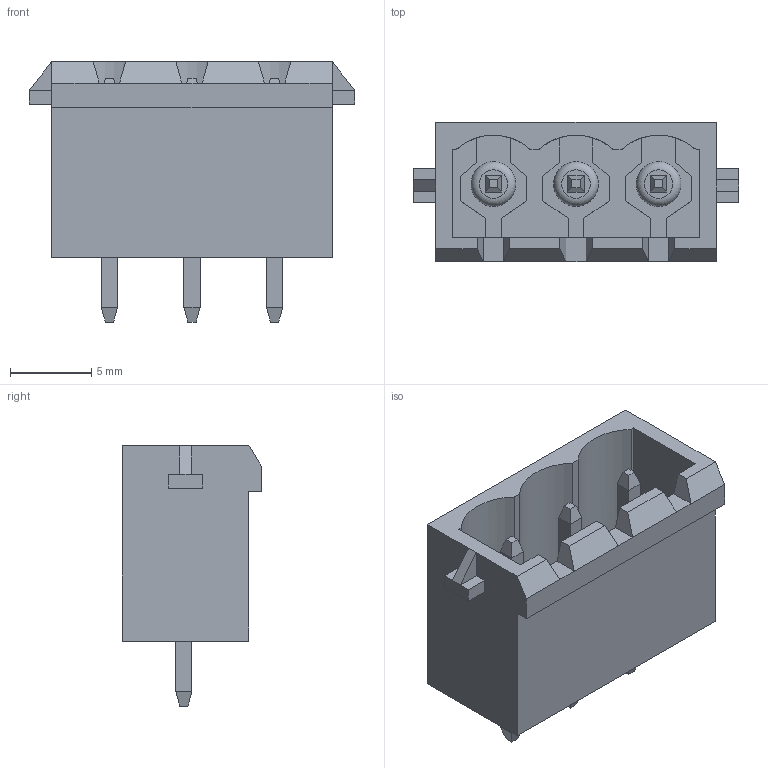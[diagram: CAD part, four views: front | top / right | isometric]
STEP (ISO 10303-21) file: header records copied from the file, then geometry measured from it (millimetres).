
FILE_DESCRIPTION(/* description */ ('Unknown'),/* implementation_level */ '2;1');
FILE_NAME(/* name */ '691305530003',/* time_stamp */ '2018-04-26T08:29:16+02:00',/* author */ ('Unknown'),/* organization */ ('Unknown'),/* preprocessor_version */ 'ST-DEVELOPER v16.7',/* originating_system */ 'DEX',/* authorisation */ $);
FILE_SCHEMA (('AUTOMOTIVE_DESIGN {1 0 10303 214 3 1 1}'));
Length unit declared in the file: millimetre
Products named in the file (3): 6913055300xx; 691305530003; 6913055300xx_PIN
Assembly tree (4 placements, depth 2):
  6913055300xx
    691305530003
    6913055300xx_PIN  x3
Bounding box: 20.04 x 8.6 x 16 mm (x, y, z)
Volume: 748.1 mm3; surface area: 1765.2 mm2
Topology: 4 solids, 4 shells, 174 faces, 460 edges, 294 vertices
Faces by surface type: plane 165, cylinder 6, torus 3
Full cylindrical faces by diameter (mm): 2.75 x3
Entity records: 4600 total; most frequent: CARTESIAN_POINT 805, ORIENTED_EDGE 790, DIRECTION 718, EDGE_CURVE 395, LINE 374, VECTOR 374, VERTEX_POINT 259, AXIS2_PLACEMENT_3D 172
